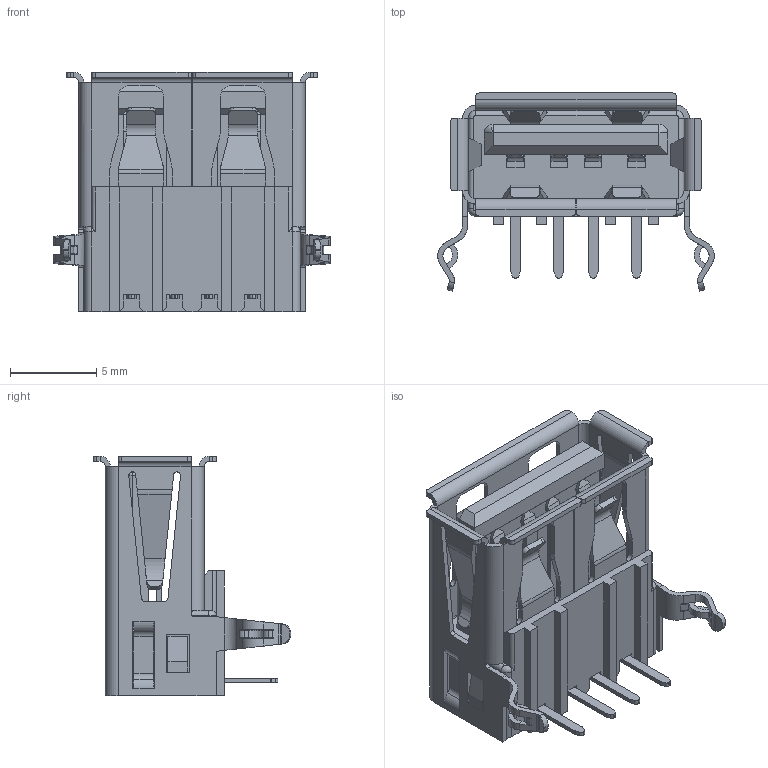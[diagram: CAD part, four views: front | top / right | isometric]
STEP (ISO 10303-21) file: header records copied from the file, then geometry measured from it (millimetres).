
FILE_DESCRIPTION (( 'STEP AP214' ), '1' );
FILE_NAME ('UE27AC54100.STEP', '2020-01-31T03:18:35', ( '' ), ( '' ), 'SwSTEP 2.0', 'SolidWorks 2017', '' );
FILE_SCHEMA (( 'AUTOMOTIVE_DESIGN' ));
Length unit declared in the file: millimetre
Products named in the file (1): UE27AC54100
Bounding box: 16 x 11.44 x 13.85 mm (x, y, z)
Volume: 615.3 mm3; surface area: 1710.3 mm2
Topology: 10 solids, 10 shells, 686 faces, 1829 edges, 1156 vertices
Faces by surface type: plane 439, cylinder 229, bspline 12, torus 4, cone 2
Entity records: 21252 total; most frequent: CARTESIAN_POINT 4264, ORIENTED_EDGE 3654, DIRECTION 3375, EDGE_CURVE 1827, VECTOR 1297, LINE 1297, VERTEX_POINT 1156, AXIS2_PLACEMENT_3D 1039
